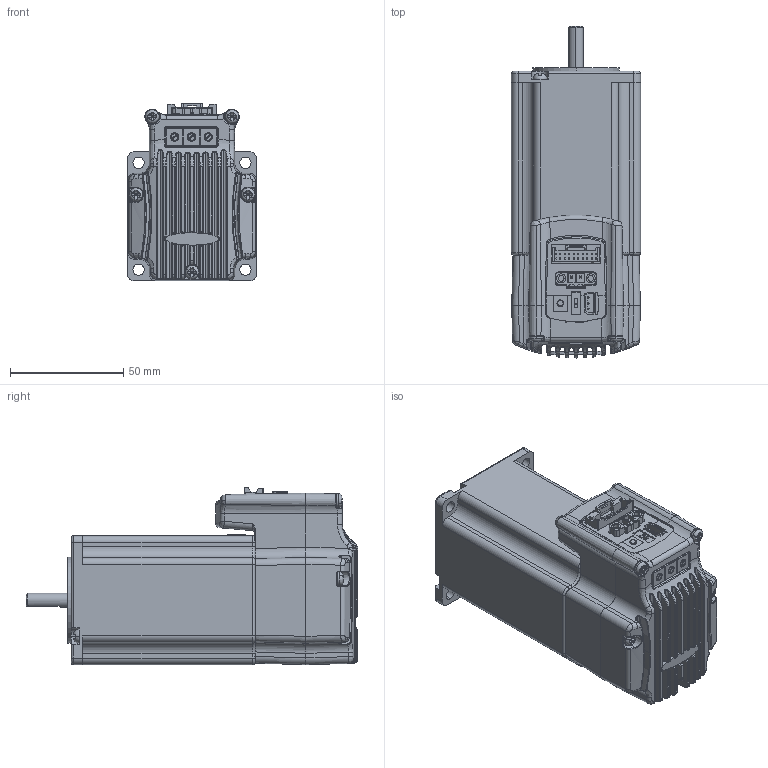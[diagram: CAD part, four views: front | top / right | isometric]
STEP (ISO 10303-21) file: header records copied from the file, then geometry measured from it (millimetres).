
FILE_DESCRIPTION(('STEP AP203'),'1');
FILE_NAME('Ezi-SERVO_BT_56L_203.stp','2011-01-20T04:27:28',(' '),(' '),'Spatial InterOp 3D',' ',' ');
FILE_SCHEMA(('CONFIG_CONTROL_DESIGN'));
Length unit declared in the file: millimetre
Products named in the file (38): 1; 2; 3; 4; 5; 6; 7; 8; 9; 10; 11; 12; 13; 14; 15; 16; 17; 18; 19; 20; 21; 22; 23; 24; 25; 26; 27; 28; 29; 30; 31; 32; 33; 34; 35; 36; 37; 38
Bounding box: 57 x 146.5 x 78.43 mm (x, y, z)
Volume: 301470.3 mm3; surface area: 92376.2 mm2
Topology: 37 solids, 152 shells, 3322 faces, 8491 edges, 5401 vertices
Faces by surface type: plane 1362, cylinder 1165, bspline 392, torus 154, sphere 142, cone 82, revolution 25
Entity records: 132966 total; most frequent: CARTESIAN_POINT 53567, ORIENTED_EDGE 16300, DIRECTION 15501, EDGE_CURVE 8460, AXIS2_PLACEMENT_3D 5492, VERTEX_POINT 5402, LINE 4492, VECTOR 4492
